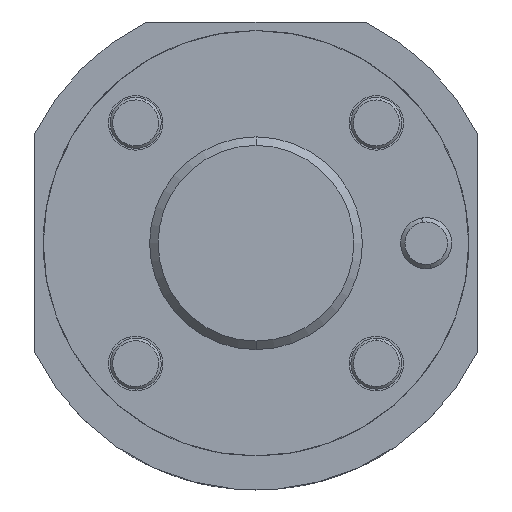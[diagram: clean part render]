
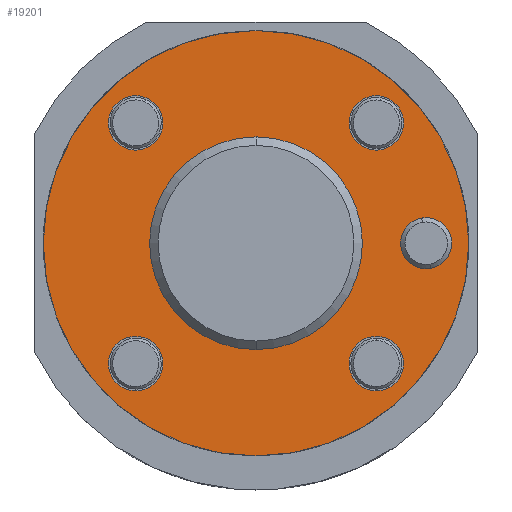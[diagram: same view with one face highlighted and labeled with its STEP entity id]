
A CAD part, front view. The second image highlights one B-rep face of the part: STEP entity #19201.
In plain terms, the highlighted planar face has unit normal (0, -1, 0).
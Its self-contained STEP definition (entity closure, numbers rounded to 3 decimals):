
#24 = VERTEX_POINT ( 'NONE', #8537 ) ;
#29 = EDGE_CURVE ( 'NONE', #13850, #29861, #7822, .T. ) ;
#420 = AXIS2_PLACEMENT_3D ( 'NONE', #24179, #8761, #26776 ) ;
#524 = DIRECTION ( 'NONE',  ( 0., 0., -1. ) ) ;
#547 = CARTESIAN_POINT ( 'NONE',  ( -14.142, 0., 14.142 ) ) ;
#568 = CARTESIAN_POINT ( 'NONE',  ( 14.142, 0., -17.342 ) ) ;
#708 = VERTEX_POINT ( 'NONE', #17894 ) ;
#763 = ORIENTED_EDGE ( 'NONE', *, *, #30127, .F. ) ;
#786 = EDGE_CURVE ( 'NONE', #30976, #18581, #24705, .T. ) ;
#1194 = ORIENTED_EDGE ( 'NONE', *, *, #786, .F. ) ;
#1597 = VERTEX_POINT ( 'NONE', #568 ) ;
#1629 = DIRECTION ( 'NONE',  ( 0., 0., -1. ) ) ;
#1650 = AXIS2_PLACEMENT_3D ( 'NONE', #547, #18562, #3139 ) ;
#2038 = AXIS2_PLACEMENT_3D ( 'NONE', #26253, #10853, #28883 ) ;
#2529 = VERTEX_POINT ( 'NONE', #24353 ) ;
#2770 = FACE_BOUND ( 'NONE', #14589, .T. ) ;
#3139 = DIRECTION ( 'NONE',  ( 0., 0., -1. ) ) ;
#3207 = CARTESIAN_POINT ( 'NONE',  ( 0., 0., 0. ) ) ;
#3439 = CARTESIAN_POINT ( 'NONE',  ( 14.142, 0., 14.142 ) ) ;
#3491 = CARTESIAN_POINT ( 'NONE',  ( 0., 0., 0. ) ) ;
#3909 = DIRECTION ( 'NONE',  ( 0., -1., 0. ) ) ;
#3986 = DIRECTION ( 'NONE',  ( 0., -1., 0. ) ) ;
#4559 = DIRECTION ( 'NONE',  ( 0., -1., 0. ) ) ;
#4633 = DIRECTION ( 'NONE',  ( 0., -1., 0. ) ) ;
#4764 = ORIENTED_EDGE ( 'NONE', *, *, #21120, .F. ) ;
#5221 = ORIENTED_EDGE ( 'NONE', *, *, #21710, .F. ) ;
#5315 = CARTESIAN_POINT ( 'NONE',  ( 0., 0., -25. ) ) ;
#5549 = DIRECTION ( 'NONE',  ( 0., -1., 0. ) ) ;
#5784 = DIRECTION ( 'NONE',  ( 0., 0., -1. ) ) ;
#5895 = AXIS2_PLACEMENT_3D ( 'NONE', #32506, #17049, #1629 ) ;
#5916 = CARTESIAN_POINT ( 'NONE',  ( -14.142, 0., -10.942 ) ) ;
#6018 = CARTESIAN_POINT ( 'NONE',  ( 20., 0., 3. ) ) ;
#6020 = DIRECTION ( 'NONE',  ( 0., 0., -1. ) ) ;
#6072 = DIRECTION ( 'NONE',  ( 0., 0., -1. ) ) ;
#6335 = EDGE_LOOP ( 'NONE', ( #24410, #5221 ) ) ;
#6337 = AXIS2_PLACEMENT_3D ( 'NONE', #22661, #30491, #15066 ) ;
#6847 = ORIENTED_EDGE ( 'NONE', *, *, #27257, .F. ) ;
#6928 = CIRCLE ( 'NONE', #14719, 25. ) ;
#7096 = AXIS2_PLACEMENT_3D ( 'NONE', #3439, #21423, #6020 ) ;
#7210 = EDGE_CURVE ( 'NONE', #24, #11293, #10075, .T. ) ;
#7822 = CIRCLE ( 'NONE', #19829, 12.5 ) ;
#7868 = EDGE_CURVE ( 'NONE', #708, #31475, #8828, .T. ) ;
#8125 = ORIENTED_EDGE ( 'NONE', *, *, #19134, .F. ) ;
#8361 = EDGE_CURVE ( 'NONE', #29557, #2529, #29816, .T. ) ;
#8534 = ORIENTED_EDGE ( 'NONE', *, *, #18106, .F. ) ;
#8537 = CARTESIAN_POINT ( 'NONE',  ( 14.142, 0., 10.942 ) ) ;
#8714 = CIRCLE ( 'NONE', #420, 3.2 ) ;
#8761 = DIRECTION ( 'NONE',  ( 0., -1., 0. ) ) ;
#8828 = CIRCLE ( 'NONE', #1650, 3.2 ) ;
#9612 = FACE_BOUND ( 'NONE', #27921, .T. ) ;
#10075 = CIRCLE ( 'NONE', #5895, 3.2 ) ;
#10409 = CIRCLE ( 'NONE', #29455, 3. ) ;
#10853 = DIRECTION ( 'NONE',  ( 0., -1., 0. ) ) ;
#10988 = ORIENTED_EDGE ( 'NONE', *, *, #7868, .F. ) ;
#11293 = VERTEX_POINT ( 'NONE', #27292 ) ;
#12190 = ORIENTED_EDGE ( 'NONE', *, *, #29559, .F. ) ;
#12336 = EDGE_CURVE ( 'NONE', #11293, #24, #17048, .T. ) ;
#12896 = EDGE_LOOP ( 'NONE', ( #4764, #12190 ) ) ;
#13077 = EDGE_LOOP ( 'NONE', ( #24389, #33056 ) ) ;
#13319 = DIRECTION ( 'NONE',  ( 0., -1., 0. ) ) ;
#13850 = VERTEX_POINT ( 'NONE', #26828 ) ;
#14007 = CARTESIAN_POINT ( 'NONE',  ( 0., 0., 12.5 ) ) ;
#14589 = EDGE_LOOP ( 'NONE', ( #8125, #8534 ) ) ;
#14719 = AXIS2_PLACEMENT_3D ( 'NONE', #19339, #3909, #21893 ) ;
#14820 = AXIS2_PLACEMENT_3D ( 'NONE', #19410, #3986, #21964 ) ;
#14945 = PLANE ( 'NONE',  #6337 ) ;
#15029 = EDGE_CURVE ( 'NONE', #2529, #29557, #6928, .T. ) ;
#15066 = DIRECTION ( 'NONE',  ( 0., 0., -1. ) ) ;
#15954 = DIRECTION ( 'NONE',  ( 0., -1., 0. ) ) ;
#16409 = AXIS2_PLACEMENT_3D ( 'NONE', #3207, #21186, #5784 ) ;
#16472 = FACE_BOUND ( 'NONE', #22779, .T. ) ;
#17048 = CIRCLE ( 'NONE', #7096, 3.2 ) ;
#17049 = DIRECTION ( 'NONE',  ( 0., -1., 0. ) ) ;
#17601 = AXIS2_PLACEMENT_3D ( 'NONE', #20954, #5549, #23533 ) ;
#17894 = CARTESIAN_POINT ( 'NONE',  ( -14.142, 0., 10.942 ) ) ;
#18106 = EDGE_CURVE ( 'NONE', #25956, #26447, #25736, .T. ) ;
#18178 = CARTESIAN_POINT ( 'NONE',  ( -14.142, 0., 17.342 ) ) ;
#18562 = DIRECTION ( 'NONE',  ( 0., -1., 0. ) ) ;
#18581 = VERTEX_POINT ( 'NONE', #29975 ) ;
#19134 = EDGE_CURVE ( 'NONE', #26447, #25956, #10409, .T. ) ;
#19201 = ADVANCED_FACE ( 'NONE', ( #30989, #16472, #9612, #2770, #29371, #24087, #22478 ), #14945, .T. ) ;
#19339 = CARTESIAN_POINT ( 'NONE',  ( 0., 0., 0. ) ) ;
#19410 = CARTESIAN_POINT ( 'NONE',  ( 0., 0., 0. ) ) ;
#19829 = AXIS2_PLACEMENT_3D ( 'NONE', #3491, #21471, #6072 ) ;
#19844 = EDGE_LOOP ( 'NONE', ( #25215, #23162 ) ) ;
#19987 = CARTESIAN_POINT ( 'NONE',  ( 20., 0., 0. ) ) ;
#20058 = CARTESIAN_POINT ( 'NONE',  ( -14.142, 0., -14.142 ) ) ;
#20268 = AXIS2_PLACEMENT_3D ( 'NONE', #31407, #15954, #524 ) ;
#20402 = CIRCLE ( 'NONE', #16409, 12.5 ) ;
#20954 = CARTESIAN_POINT ( 'NONE',  ( -14.142, 0., 14.142 ) ) ;
#21120 = EDGE_CURVE ( 'NONE', #22575, #1597, #8714, .T. ) ;
#21186 = DIRECTION ( 'NONE',  ( 0., -1., 0. ) ) ;
#21423 = DIRECTION ( 'NONE',  ( 0., -1., 0. ) ) ;
#21471 = DIRECTION ( 'NONE',  ( 0., -1., 0. ) ) ;
#21710 = EDGE_CURVE ( 'NONE', #29861, #13850, #20402, .T. ) ;
#21893 = DIRECTION ( 'NONE',  ( 0., 0., -1. ) ) ;
#21964 = DIRECTION ( 'NONE',  ( 0., 0., -1. ) ) ;
#22097 = CIRCLE ( 'NONE', #17601, 3.2 ) ;
#22478 = FACE_BOUND ( 'NONE', #6335, .T. ) ;
#22554 = DIRECTION ( 'NONE',  ( 0., 0., -1. ) ) ;
#22575 = VERTEX_POINT ( 'NONE', #33025 ) ;
#22623 = DIRECTION ( 'NONE',  ( 0., 0., -1. ) ) ;
#22661 = CARTESIAN_POINT ( 'NONE',  ( 12.5, 0., 0. ) ) ;
#22779 = EDGE_LOOP ( 'NONE', ( #1194, #763 ) ) ;
#23162 = ORIENTED_EDGE ( 'NONE', *, *, #7210, .F. ) ;
#23533 = DIRECTION ( 'NONE',  ( 0., 0., -1. ) ) ;
#24087 = FACE_OUTER_BOUND ( 'NONE', #13077, .T. ) ;
#24179 = CARTESIAN_POINT ( 'NONE',  ( 14.142, 0., -14.142 ) ) ;
#24353 = CARTESIAN_POINT ( 'NONE',  ( 0., 0., 25. ) ) ;
#24389 = ORIENTED_EDGE ( 'NONE', *, *, #8361, .T. ) ;
#24410 = ORIENTED_EDGE ( 'NONE', *, *, #29, .F. ) ;
#24705 = CIRCLE ( 'NONE', #20268, 3.2 ) ;
#24892 = CIRCLE ( 'NONE', #30392, 3.2 ) ;
#25215 = ORIENTED_EDGE ( 'NONE', *, *, #12336, .F. ) ;
#25736 = CIRCLE ( 'NONE', #2038, 3. ) ;
#25795 = AXIS2_PLACEMENT_3D ( 'NONE', #28742, #13319, #31352 ) ;
#25956 = VERTEX_POINT ( 'NONE', #6018 ) ;
#26253 = CARTESIAN_POINT ( 'NONE',  ( 20., 0., 0. ) ) ;
#26447 = VERTEX_POINT ( 'NONE', #29651 ) ;
#26776 = DIRECTION ( 'NONE',  ( 0., 0., -1. ) ) ;
#26828 = CARTESIAN_POINT ( 'NONE',  ( 0., 0., -12.5 ) ) ;
#27257 = EDGE_CURVE ( 'NONE', #31475, #708, #22097, .T. ) ;
#27292 = CARTESIAN_POINT ( 'NONE',  ( 14.142, 0., 17.342 ) ) ;
#27921 = EDGE_LOOP ( 'NONE', ( #6847, #10988 ) ) ;
#28742 = CARTESIAN_POINT ( 'NONE',  ( 14.142, 0., -14.142 ) ) ;
#28883 = DIRECTION ( 'NONE',  ( 0., 0., -1. ) ) ;
#29371 = FACE_BOUND ( 'NONE', #19844, .T. ) ;
#29455 = AXIS2_PLACEMENT_3D ( 'NONE', #19987, #4559, #22554 ) ;
#29557 = VERTEX_POINT ( 'NONE', #5315 ) ;
#29559 = EDGE_CURVE ( 'NONE', #1597, #22575, #33384, .T. ) ;
#29651 = CARTESIAN_POINT ( 'NONE',  ( 20., 0., -3. ) ) ;
#29816 = CIRCLE ( 'NONE', #14820, 25. ) ;
#29861 = VERTEX_POINT ( 'NONE', #14007 ) ;
#29975 = CARTESIAN_POINT ( 'NONE',  ( -14.142, 0., -17.342 ) ) ;
#30127 = EDGE_CURVE ( 'NONE', #18581, #30976, #24892, .T. ) ;
#30392 = AXIS2_PLACEMENT_3D ( 'NONE', #20058, #4633, #22623 ) ;
#30491 = DIRECTION ( 'NONE',  ( 0., -1., 0. ) ) ;
#30976 = VERTEX_POINT ( 'NONE', #5916 ) ;
#30989 = FACE_BOUND ( 'NONE', #12896, .T. ) ;
#31352 = DIRECTION ( 'NONE',  ( 0., 0., -1. ) ) ;
#31407 = CARTESIAN_POINT ( 'NONE',  ( -14.142, 0., -14.142 ) ) ;
#31475 = VERTEX_POINT ( 'NONE', #18178 ) ;
#32506 = CARTESIAN_POINT ( 'NONE',  ( 14.142, 0., 14.142 ) ) ;
#33025 = CARTESIAN_POINT ( 'NONE',  ( 14.142, 0., -10.942 ) ) ;
#33056 = ORIENTED_EDGE ( 'NONE', *, *, #15029, .T. ) ;
#33384 = CIRCLE ( 'NONE', #25795, 3.2 ) ;
